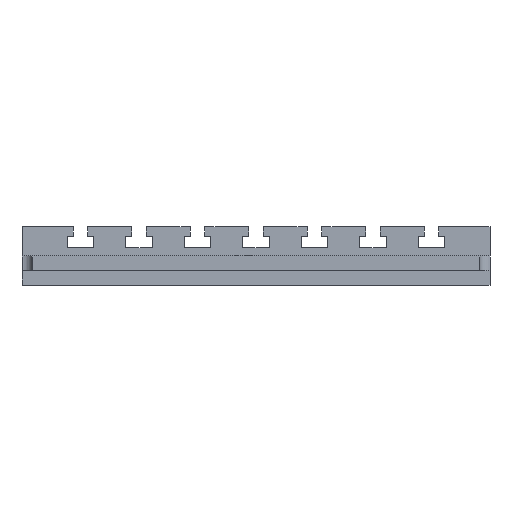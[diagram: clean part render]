
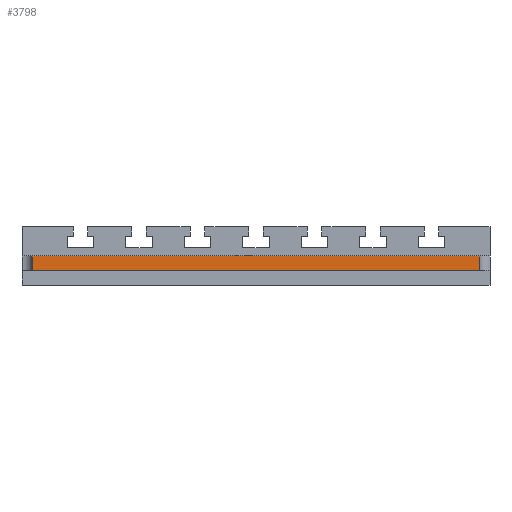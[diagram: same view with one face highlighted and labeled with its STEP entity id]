
A CAD part, front view. The second image highlights one B-rep face of the part: STEP entity #3798.
In plain terms, the highlighted planar face has unit normal (0, -1, 0).
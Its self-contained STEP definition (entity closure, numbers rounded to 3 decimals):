
#3798=ADVANCED_FACE('',(#9289),#9290,.T.);
#4116=VERTEX_POINT('',#9664);
#4664=EDGE_CURVE('',#5318,#4116,#10271,.T.);
#5288=EDGE_CURVE('',#7518,#4116,#10954,.T.);
#5318=VERTEX_POINT('',#10985);
#5754=EDGE_CURVE('',#7518,#6220,#11459,.T.);
#6220=VERTEX_POINT('',#11973);
#7060=EDGE_CURVE('',#6220,#5318,#12883,.T.);
#7518=VERTEX_POINT('',#13394);
#9289=FACE_OUTER_BOUND('',#15746,.T.);
#9290=PLANE('',#15747);
#9664=CARTESIAN_POINT('',(-153.0,-93.0,10.0));
#10271=LINE('',#17134,#17135);
#10954=LINE('',#18084,#18085);
#10985=CARTESIAN_POINT('',(-153.0,-93.0,20.0));
#11459=LINE('',#18825,#18826);
#11973=CARTESIAN_POINT('',(153.0,-93.0,20.0));
#12883=LINE('',#20887,#20888);
#13394=CARTESIAN_POINT('',(153.0,-93.0,10.0));
#15746=EDGE_LOOP('',(#23719,#23720,#23721,#23722));
#15747=AXIS2_PLACEMENT_3D('',#23723,#23724,#23725);
#17134=CARTESIAN_POINT('',(-153.0,-93.0,15.0));
#17135=VECTOR('',#24825,1.0);
#18084=CARTESIAN_POINT('',(160.0,-93.0,10.0));
#18085=VECTOR('',#25628,1.0);
#18825=CARTESIAN_POINT('',(153.0,-93.0,15.0));
#18826=VECTOR('',#26071,1.0);
#20887=CARTESIAN_POINT('',(160.0,-93.0,20.0));
#20888=VECTOR('',#27387,1.0);
#23719=ORIENTED_EDGE('',*,*,#5754,.T.);
#23720=ORIENTED_EDGE('',*,*,#7060,.T.);
#23721=ORIENTED_EDGE('',*,*,#4664,.T.);
#23722=ORIENTED_EDGE('',*,*,#5288,.F.);
#23723=CARTESIAN_POINT('',(160.0,-93.0,20.0));
#23724=DIRECTION('',(0.0,-1.0,0.0));
#23725=DIRECTION('',(1.0,0.0,0.0));
#24825=DIRECTION('',(0.0,0.0,-1.0));
#25628=DIRECTION('',(-1.0,0.0,0.0));
#26071=DIRECTION('',(0.0,0.0,1.0));
#27387=DIRECTION('',(-1.0,0.0,0.0));
